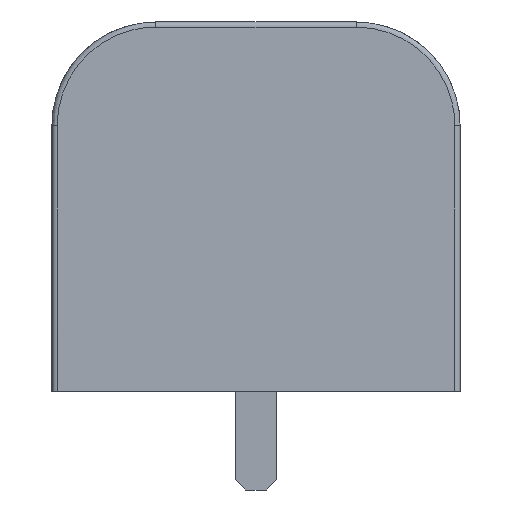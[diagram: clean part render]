
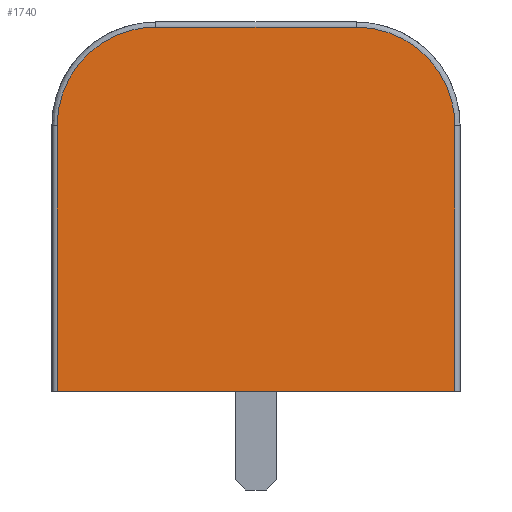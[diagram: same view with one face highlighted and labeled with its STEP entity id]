
A CAD part, left-side view. The second image highlights one B-rep face of the part: STEP entity #1740.
In plain terms, the highlighted planar face has unit normal (-1, 0, 0.018).
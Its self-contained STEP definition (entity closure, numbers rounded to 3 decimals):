
#134=FACE_OUTER_BOUND('',#240,.T.);
#240=EDGE_LOOP('',(#1201,#1202,#1203,#1204,#1205,#1206));
#336=ELLIPSE('',#1859,3.801,3.8);
#340=ELLIPSE('',#1869,3.801,3.8);
#376=LINE('',#2576,#546);
#381=LINE('',#2652,#551);
#385=LINE('',#2658,#555);
#389=LINE('',#2666,#559);
#546=VECTOR('',#2042,10.);
#551=VECTOR('',#2071,10.);
#555=VECTOR('',#2079,10.);
#559=VECTOR('',#2091,10.);
#722=VERTEX_POINT('',#2567);
#723=VERTEX_POINT('',#2569);
#725=VERTEX_POINT('',#2574);
#729=VERTEX_POINT('',#2639);
#730=VERTEX_POINT('',#2640);
#733=VERTEX_POINT('',#2648);
#890=EDGE_CURVE('',#722,#723,#336,.T.);
#893=EDGE_CURVE('',#725,#722,#376,.T.);
#901=EDGE_CURVE('',#729,#730,#340,.T.);
#907=EDGE_CURVE('',#730,#733,#381,.T.);
#911=EDGE_CURVE('',#723,#729,#385,.T.);
#915=EDGE_CURVE('',#725,#733,#389,.T.);
#1201=ORIENTED_EDGE('',*,*,#893,.F.);
#1202=ORIENTED_EDGE('',*,*,#915,.T.);
#1203=ORIENTED_EDGE('',*,*,#907,.F.);
#1204=ORIENTED_EDGE('',*,*,#901,.F.);
#1205=ORIENTED_EDGE('',*,*,#911,.F.);
#1206=ORIENTED_EDGE('',*,*,#890,.F.);
#1662=PLANE('',#1880);
#1740=ADVANCED_FACE('',(#134),#1662,.T.);
#1859=AXIS2_PLACEMENT_3D('',#2570,#2034,#2035);
#1869=AXIS2_PLACEMENT_3D('',#2641,#2058,#2059);
#1880=AXIS2_PLACEMENT_3D('',#2665,#2089,#2090);
#2034=DIRECTION('center_axis',(1.,0.,-0.017));
#2035=DIRECTION('ref_axis',(0.017,0.,1.));
#2042=DIRECTION('',(0.017,0.,1.));
#2058=DIRECTION('center_axis',(1.,0.,-0.017));
#2059=DIRECTION('ref_axis',(0.017,0.,1.));
#2071=DIRECTION('',(-0.017,0.,-1.));
#2079=DIRECTION('',(0.,-1.,0.));
#2089=DIRECTION('center_axis',(-1.,0.,0.017));
#2090=DIRECTION('ref_axis',(0.,-1.,0.));
#2091=DIRECTION('',(0.,-1.,0.));
#2567=CARTESIAN_POINT('',(-10.202,7.65,10.203));
#2569=CARTESIAN_POINT('',(-10.136,3.85,14.003));
#2570=CARTESIAN_POINT('Origin',(-10.202,3.85,10.203));
#2574=CARTESIAN_POINT('',(-10.38,7.65,0.));
#2576=CARTESIAN_POINT('',(-10.38,7.65,0.015));
#2639=CARTESIAN_POINT('',(-10.136,-3.85,14.003));
#2640=CARTESIAN_POINT('',(-10.202,-7.65,10.203));
#2641=CARTESIAN_POINT('Origin',(-10.202,-3.85,10.203));
#2648=CARTESIAN_POINT('',(-10.38,-7.65,0.));
#2652=CARTESIAN_POINT('',(-10.38,-7.65,0.));
#2658=CARTESIAN_POINT('',(-10.136,3.925,14.003));
#2665=CARTESIAN_POINT('Origin',(-10.38,7.85,0.));
#2666=CARTESIAN_POINT('',(-10.38,7.85,0.));
